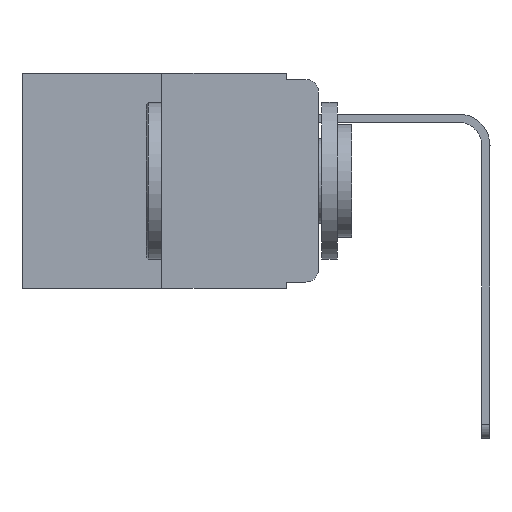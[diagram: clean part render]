
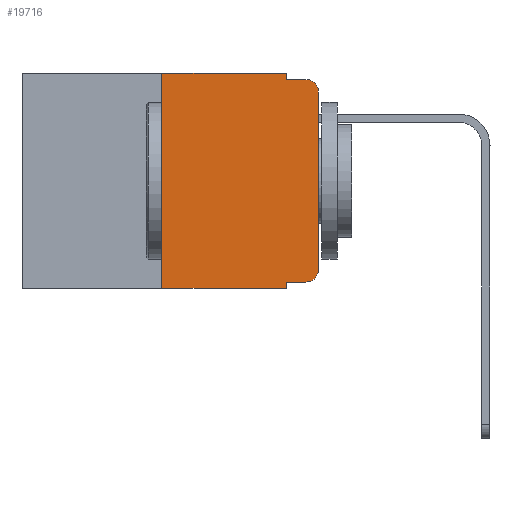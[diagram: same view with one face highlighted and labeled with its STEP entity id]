
A CAD part, left-side view. The second image highlights one B-rep face of the part: STEP entity #19716.
In plain terms, the highlighted planar face has unit normal (-1, 0, 0).
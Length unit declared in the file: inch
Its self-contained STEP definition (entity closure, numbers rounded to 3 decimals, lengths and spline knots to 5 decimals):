
#340 = VECTOR ( 'NONE', #2216, 39.37008 ) ;
#369 = CARTESIAN_POINT ( 'NONE',  ( 0., 0.25, 0. ) ) ;
#419 = VERTEX_POINT ( 'NONE', #21889 ) ;
#614 = LINE ( 'NONE', #14861, #340 ) ;
#705 = CIRCLE ( 'NONE', #3744, 0.02 ) ;
#821 = DIRECTION ( 'NONE',  ( 0., 0., 1. ) ) ;
#835 = ORIENTED_EDGE ( 'NONE', *, *, #9134, .F. ) ;
#891 = VECTOR ( 'NONE', #821, 39.37008 ) ;
#1175 = VERTEX_POINT ( 'NONE', #5181 ) ;
#1334 = VECTOR ( 'NONE', #20856, 39.37008 ) ;
#1641 = PLANE ( 'NONE',  #14387 ) ;
#1693 = EDGE_CURVE ( 'NONE', #3186, #419, #10032, .T. ) ;
#1954 = CARTESIAN_POINT ( 'NONE',  ( 0., 0.02, -0.333 ) ) ;
#2018 = VERTEX_POINT ( 'NONE', #18350 ) ;
#2216 = DIRECTION ( 'NONE',  ( 0., 0., -1. ) ) ;
#2358 = CARTESIAN_POINT ( 'NONE',  ( 0., 0.051, -0.333 ) ) ;
#2512 = DIRECTION ( 'NONE',  ( -1., 0., 0. ) ) ;
#2655 = LINE ( 'NONE', #2358, #8266 ) ;
#2973 = CARTESIAN_POINT ( 'NONE',  ( 0., 0.25, -0.343 ) ) ;
#3064 = DIRECTION ( 'NONE',  ( -1., 0., 0. ) ) ;
#3186 = VERTEX_POINT ( 'NONE', #369 ) ;
#3484 = EDGE_LOOP ( 'NONE', ( #4023, #7754, #20053, #12163, #17847, #6510, #19541, #835, #12519, #13824 ) ) ;
#3744 = AXIS2_PLACEMENT_3D ( 'NONE', #7994, #2512, #7838 ) ;
#3817 = VERTEX_POINT ( 'NONE', #11657 ) ;
#3844 = EDGE_CURVE ( 'NONE', #419, #2018, #14480, .T. ) ;
#4023 = ORIENTED_EDGE ( 'NONE', *, *, #8067, .T. ) ;
#4485 = EDGE_CURVE ( 'NONE', #4688, #3817, #705, .T. ) ;
#4688 = VERTEX_POINT ( 'NONE', #19165 ) ;
#5181 = CARTESIAN_POINT ( 'NONE',  ( 0., 0.051, -0.343 ) ) ;
#5643 = LINE ( 'NONE', #20429, #891 ) ;
#6133 = VECTOR ( 'NONE', #12625, 39.37008 ) ;
#6510 = ORIENTED_EDGE ( 'NONE', *, *, #18975, .F. ) ;
#6744 = CARTESIAN_POINT ( 'NONE',  ( 0., 0.02, -0.313 ) ) ;
#7720 = CIRCLE ( 'NONE', #9785, 0.02 ) ;
#7754 = ORIENTED_EDGE ( 'NONE', *, *, #4485, .T. ) ;
#7838 = DIRECTION ( 'NONE',  ( 0., 0., -1. ) ) ;
#7994 = CARTESIAN_POINT ( 'NONE',  ( 0., 0.02, -0.03 ) ) ;
#8011 = VECTOR ( 'NONE', #22728, 39.37008 ) ;
#8052 = CARTESIAN_POINT ( 'NONE',  ( 0., 0.051, 0. ) ) ;
#8067 = EDGE_CURVE ( 'NONE', #21086, #4688, #8222, .T. ) ;
#8222 = LINE ( 'NONE', #22221, #22568 ) ;
#8266 = VECTOR ( 'NONE', #11293, 39.37008 ) ;
#8588 = LINE ( 'NONE', #21083, #8011 ) ;
#8851 = CARTESIAN_POINT ( 'NONE',  ( 0., 0.473, 0. ) ) ;
#9117 = VECTOR ( 'NONE', #18891, 39.37008 ) ;
#9134 = EDGE_CURVE ( 'NONE', #20358, #1175, #614, .T. ) ;
#9424 = VERTEX_POINT ( 'NONE', #2973 ) ;
#9785 = AXIS2_PLACEMENT_3D ( 'NONE', #6744, #3064, #19321 ) ;
#10032 = LINE ( 'NONE', #22811, #1334 ) ;
#11030 = CARTESIAN_POINT ( 'NONE',  ( 0., 0.051, -0.333 ) ) ;
#11293 = DIRECTION ( 'NONE',  ( 0., -1., 0. ) ) ;
#11478 = LINE ( 'NONE', #18175, #6133 ) ;
#11657 = CARTESIAN_POINT ( 'NONE',  ( 0., 0.02, -0.01 ) ) ;
#12163 = ORIENTED_EDGE ( 'NONE', *, *, #3844, .F. ) ;
#12519 = ORIENTED_EDGE ( 'NONE', *, *, #22702, .T. ) ;
#12625 = DIRECTION ( 'NONE',  ( 0., -1., 0. ) ) ;
#13268 = DIRECTION ( 'NONE',  ( 0., 0., 1. ) ) ;
#13824 = ORIENTED_EDGE ( 'NONE', *, *, #15544, .T. ) ;
#13982 = DIRECTION ( 'NONE',  ( 1., 0., 0. ) ) ;
#14207 = DIRECTION ( 'NONE',  ( 0., 0., -1. ) ) ;
#14387 = AXIS2_PLACEMENT_3D ( 'NONE', #8851, #13982, #14207 ) ;
#14480 = LINE ( 'NONE', #8052, #9117 ) ;
#14861 = CARTESIAN_POINT ( 'NONE',  ( 0., 0.051, 0. ) ) ;
#15544 = EDGE_CURVE ( 'NONE', #19830, #21086, #7720, .T. ) ;
#16329 = CARTESIAN_POINT ( 'NONE',  ( 0., 0., -0.313 ) ) ;
#17847 = ORIENTED_EDGE ( 'NONE', *, *, #1693, .F. ) ;
#18175 = CARTESIAN_POINT ( 'NONE',  ( 0., 0.051, -0.01 ) ) ;
#18350 = CARTESIAN_POINT ( 'NONE',  ( 0., 0.051, -0.01 ) ) ;
#18527 = FACE_OUTER_BOUND ( 'NONE', #3484, .T. ) ;
#18891 = DIRECTION ( 'NONE',  ( 0., 0., -1. ) ) ;
#18975 = EDGE_CURVE ( 'NONE', #9424, #3186, #5643, .T. ) ;
#19165 = CARTESIAN_POINT ( 'NONE',  ( 0., 0., -0.03 ) ) ;
#19321 = DIRECTION ( 'NONE',  ( 0., 0., -1. ) ) ;
#19541 = ORIENTED_EDGE ( 'NONE', *, *, #22013, .T. ) ;
#19716 = ADVANCED_FACE ( 'NONE', ( #18527 ), #1641, .F. ) ;
#19830 = VERTEX_POINT ( 'NONE', #1954 ) ;
#20053 = ORIENTED_EDGE ( 'NONE', *, *, #20365, .F. ) ;
#20358 = VERTEX_POINT ( 'NONE', #11030 ) ;
#20365 = EDGE_CURVE ( 'NONE', #2018, #3817, #11478, .T. ) ;
#20429 = CARTESIAN_POINT ( 'NONE',  ( 0., 0.25, 0. ) ) ;
#20856 = DIRECTION ( 'NONE',  ( 0., -1., 0. ) ) ;
#21083 = CARTESIAN_POINT ( 'NONE',  ( 0., 0.473, -0.343 ) ) ;
#21086 = VERTEX_POINT ( 'NONE', #16329 ) ;
#21889 = CARTESIAN_POINT ( 'NONE',  ( 0., 0.051, 0. ) ) ;
#22013 = EDGE_CURVE ( 'NONE', #9424, #1175, #8588, .T. ) ;
#22221 = CARTESIAN_POINT ( 'NONE',  ( 0., 0., 0. ) ) ;
#22568 = VECTOR ( 'NONE', #13268, 39.37008 ) ;
#22702 = EDGE_CURVE ( 'NONE', #20358, #19830, #2655, .T. ) ;
#22728 = DIRECTION ( 'NONE',  ( 0., -1., 0. ) ) ;
#22811 = CARTESIAN_POINT ( 'NONE',  ( 0., 0.473, 0. ) ) ;
